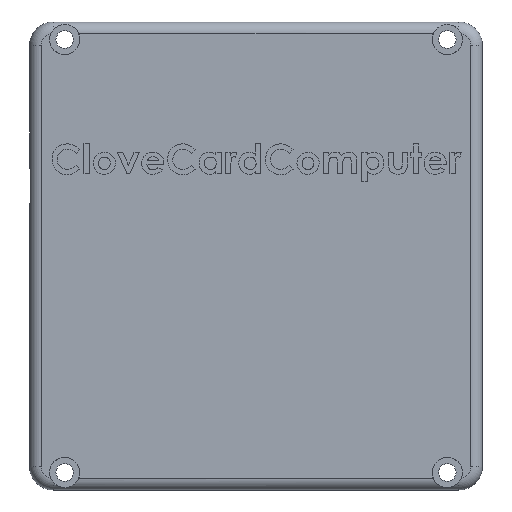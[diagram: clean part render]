
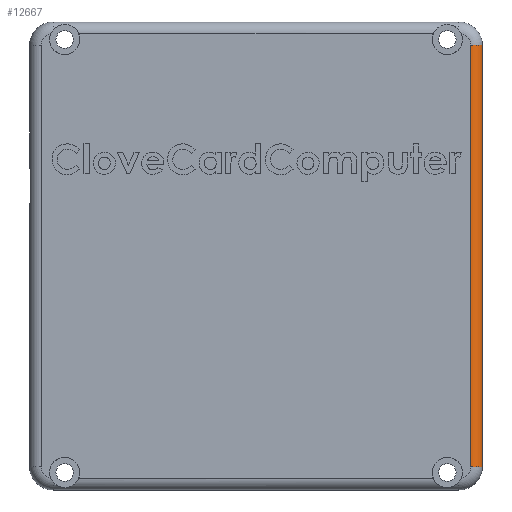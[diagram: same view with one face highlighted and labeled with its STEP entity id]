
A CAD part, front view. The second image highlights one B-rep face of the part: STEP entity #12667.
In plain terms, the highlighted cylindrical face has radius 2 mm (diameter 4 mm), a partial arc.
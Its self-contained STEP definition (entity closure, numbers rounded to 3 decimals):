
#47 = ORIENTED_EDGE ( 'NONE', *, *, #9168, .T. ) ;
#742 = AXIS2_PLACEMENT_3D ( 'NONE', #2712, #12358, #2915 ) ;
#921 = EDGE_CURVE ( 'NONE', #9186, #7477, #7727, .T. ) ;
#1317 = DIRECTION ( 'NONE',  ( 0., 0., 1. ) ) ;
#1352 = EDGE_LOOP ( 'NONE', ( #47, #1586, #8027, #10160 ) ) ;
#1586 = ORIENTED_EDGE ( 'NONE', *, *, #7825, .F. ) ;
#1872 = VERTEX_POINT ( 'NONE', #3693 ) ;
#2365 = CARTESIAN_POINT ( 'NONE',  ( 38.7, 2., 40. ) ) ;
#2513 = LINE ( 'NONE', #11104, #6973 ) ;
#2712 = CARTESIAN_POINT ( 'NONE',  ( 36.7, 2., 36. ) ) ;
#2915 = DIRECTION ( 'NONE',  ( -1., 0., 0. ) ) ;
#3389 = CYLINDRICAL_SURFACE ( 'NONE', #12856, 2. ) ;
#3693 = CARTESIAN_POINT ( 'NONE',  ( 36.7, 0., -36. ) ) ;
#4367 = EDGE_CURVE ( 'NONE', #7477, #1872, #5083, .T. ) ;
#5083 = CIRCLE ( 'NONE', #6894, 2. ) ;
#6666 = DIRECTION ( 'NONE',  ( 0., 0., -1. ) ) ;
#6894 = AXIS2_PLACEMENT_3D ( 'NONE', #9772, #13913, #9838 ) ;
#6973 = VECTOR ( 'NONE', #1317, 1000. ) ;
#7024 = VERTEX_POINT ( 'NONE', #7600 ) ;
#7477 = VERTEX_POINT ( 'NONE', #7823 ) ;
#7490 = CIRCLE ( 'NONE', #742, 2. ) ;
#7491 = DIRECTION ( 'NONE',  ( 1., 0., 0. ) ) ;
#7558 = CARTESIAN_POINT ( 'NONE',  ( 36.7, 2., 40. ) ) ;
#7600 = CARTESIAN_POINT ( 'NONE',  ( 36.7, 0., 36. ) ) ;
#7727 = LINE ( 'NONE', #2365, #12655 ) ;
#7823 = CARTESIAN_POINT ( 'NONE',  ( 38.7, 2., -36. ) ) ;
#7825 = EDGE_CURVE ( 'NONE', #1872, #7024, #2513, .T. ) ;
#8027 = ORIENTED_EDGE ( 'NONE', *, *, #4367, .F. ) ;
#9168 = EDGE_CURVE ( 'NONE', #9186, #7024, #7490, .T. ) ;
#9186 = VERTEX_POINT ( 'NONE', #13474 ) ;
#9772 = CARTESIAN_POINT ( 'NONE',  ( 36.7, 2., -36. ) ) ;
#9838 = DIRECTION ( 'NONE',  ( 0., 1., 0. ) ) ;
#10160 = ORIENTED_EDGE ( 'NONE', *, *, #921, .F. ) ;
#10654 = DIRECTION ( 'NONE',  ( 0., 0., 1. ) ) ;
#11104 = CARTESIAN_POINT ( 'NONE',  ( 36.7, 0., 36. ) ) ;
#11981 = FACE_OUTER_BOUND ( 'NONE', #1352, .T. ) ;
#12358 = DIRECTION ( 'NONE',  ( 0., 0., -1. ) ) ;
#12655 = VECTOR ( 'NONE', #6666, 1000. ) ;
#12667 = ADVANCED_FACE ( 'NONE', ( #11981 ), #3389, .T. ) ;
#12856 = AXIS2_PLACEMENT_3D ( 'NONE', #7558, #10654, #7491 ) ;
#13474 = CARTESIAN_POINT ( 'NONE',  ( 38.7, 2., 36. ) ) ;
#13913 = DIRECTION ( 'NONE',  ( 0., 0., -1. ) ) ;
